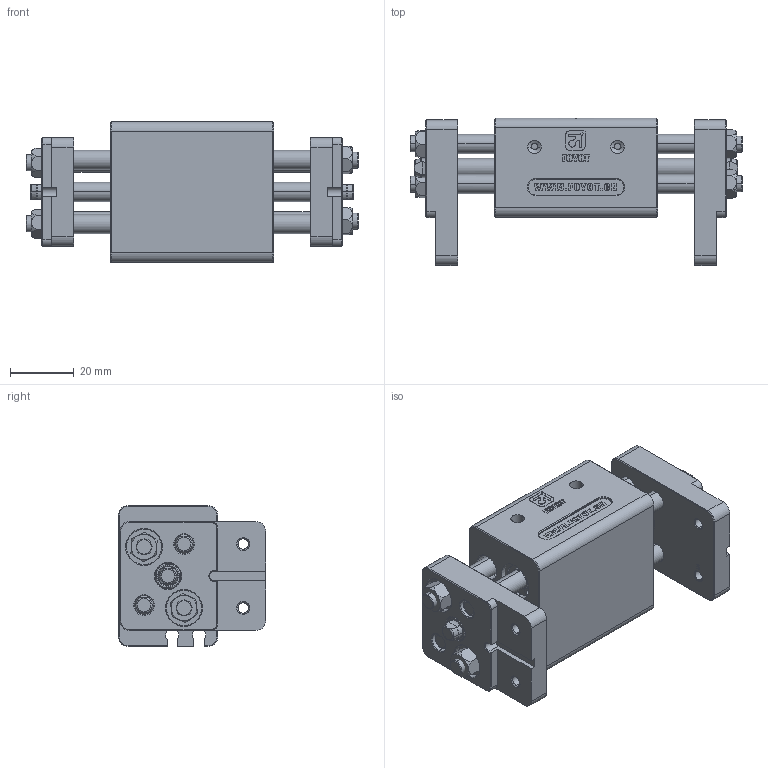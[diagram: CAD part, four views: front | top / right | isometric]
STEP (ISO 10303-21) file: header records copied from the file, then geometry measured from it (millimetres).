
FILE_DESCRIPTION (( 'STEP AP203' ), '1' );
FILE_NAME ('FY02-10-20.STEP', '2023-11-16T06:33:30', ( 'User' ), ( 'Microsoft' ), 'SwSTEP 2.0', 'SolidWorks 2015', '' );
FILE_SCHEMA (( 'CONFIG_CONTROL_DESIGN' ));
Length unit declared in the file: millimetre
Products named in the file (16): 5X8; circlips for holes--type a gb_GB_CONNECTING_PIECE_RING_RRH 18; HI_WGY11-10-20-0-001; 10活塞杆; HI_WGY11-10-20-0-003; 10謗蛈樓Ч裝; prevailing torque hex nuts2 class 9 gb_GB_HEXAGON_LOCK_TYPE5 M5-N; 8X6X10; 10絳砃裝; 傷醱躇猾釱; FOYOT厙硊; circlips for holes--type a gb_GB_CONNECTING_PIECE_RING_RRH 12; HI_WGY11-10-20肮祭喘謫; 10X6X3X4.4; HI_WGY11-10-20肮祭喘謫裔; FY02-10-20
Assembly tree (32 placements, depth 2):
  FY02-10-20
    HI_WGY11-10-20-0-001
    HI_WGY11-10-20-0-003  x2
    prevailing torque hex nuts2 class 9 gb_GB_HEXAGON_LOCK_TYPE5 M5-N  x4
    10絳砃裝  x2
    FOYOT厙硊
    HI_WGY11-10-20肮祭喘謫
    HI_WGY11-10-20肮祭喘謫裔
    5X8
    circlips for holes--type a gb_GB_CONNECTING_PIECE_RING_RRH 18
    10活塞杆  x2
    10謗蛈樓Ч裝  x2
    8X6X10  x2
    傷醱躇猾釱  x4
    circlips for holes--type a gb_GB_CONNECTING_PIECE_RING_RRH 12  x4
    10X6X3X4.4  x4
Bounding box: 103.8 x 46 x 44 mm (x, y, z)
Volume: 90685.5 mm3; surface area: 46777.6 mm2
Topology: 32 solids, 34 shells, 1383 faces, 3358 edges, 2127 vertices
Faces by surface type: plane 561, cylinder 345, cone 290, bspline 149, torus 38
Entity records: 40566 total; most frequent: CARTESIAN_POINT 15867, ORIENTED_EDGE 4794, DIRECTION 4343, EDGE_CURVE 2397, VERTEX_POINT 1540, AXIS2_PLACEMENT_3D 1451, VECTOR 1441, LINE 1441
